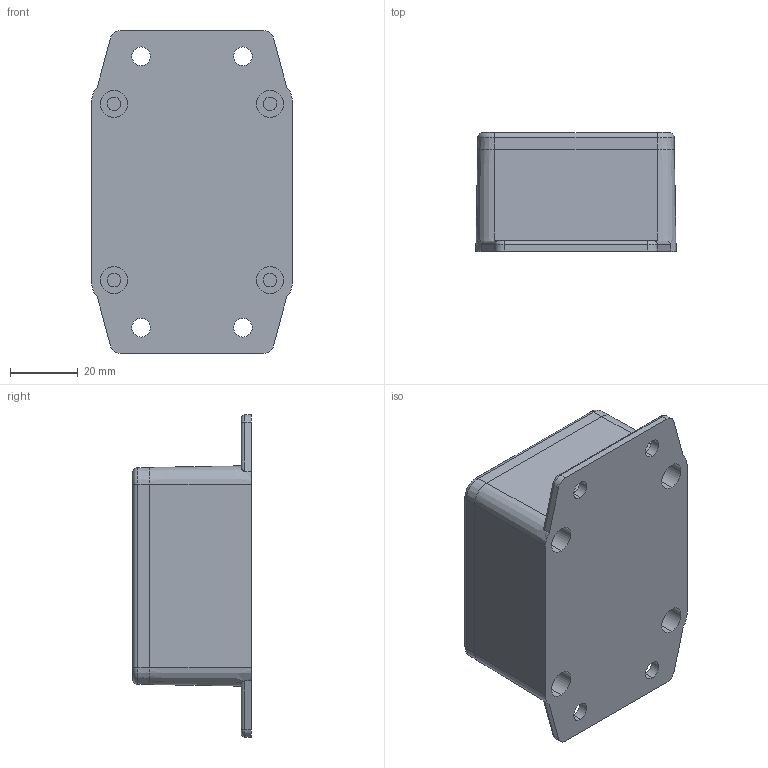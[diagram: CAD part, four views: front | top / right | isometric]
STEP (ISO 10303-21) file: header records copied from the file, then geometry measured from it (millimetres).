
FILE_DESCRIPTION (( 'STEP AP203' ), '1' );
FILE_NAME ('AN-01F-01.step', '2016-12-27T20:36:40', ( '' ), ( '' ), 'SwSTEP 2.0', 'SolidWorks 2016', '' );
FILE_SCHEMA (( 'CONFIG_CONTROL_DESIGN' ));
Length unit declared in the file: inch
Products named in the file (6): AN-01C_AN-01C-01; SCREWS-034-4; AN-01B_AN-01BF-01; cross recessed countersunk head screw_jis_JIS 1111 Cross recessed countersunk head screw - M4 x 20 - Z --20CSST; AN-01F-01; GASKET-101-01
Assembly tree (8 placements, depth 3):
  AN-01F-01
    AN-01B_AN-01BF-01
    AN-01C_AN-01C-01
    SCREWS-034-4
      cross recessed countersunk head screw_jis_JIS 1111 Cross recessed countersunk head screw - M4 x 20 - Z --20CSST  x4
    GASKET-101-01
Bounding box: 59.05 x 35.07 x 95.05 mm (x, y, z)
Volume: 53724 mm3; surface area: 40950.7 mm2
Topology: 7 solids, 7 shells, 491 faces, 1200 edges, 734 vertices
Faces by surface type: plane 161, cylinder 160, cone 102, torus 58, bspline 6, sphere 4
Entity records: 12678 total; most frequent: CARTESIAN_POINT 2258, DIRECTION 2244, ORIENTED_EDGE 1932, EDGE_CURVE 966, AXIS2_PLACEMENT_3D 905, VERTEX_POINT 599, CIRCLE 504, EDGE_LOOP 441
